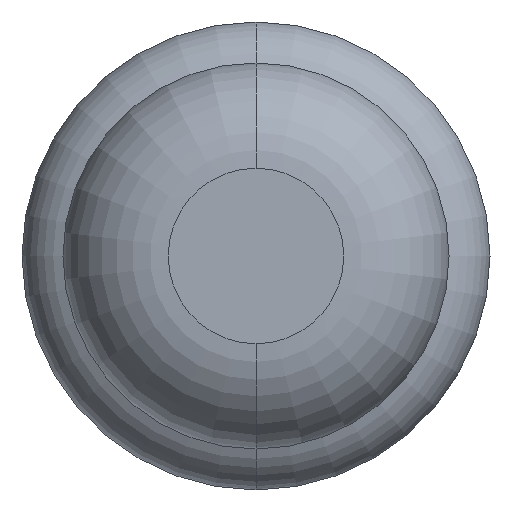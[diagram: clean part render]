
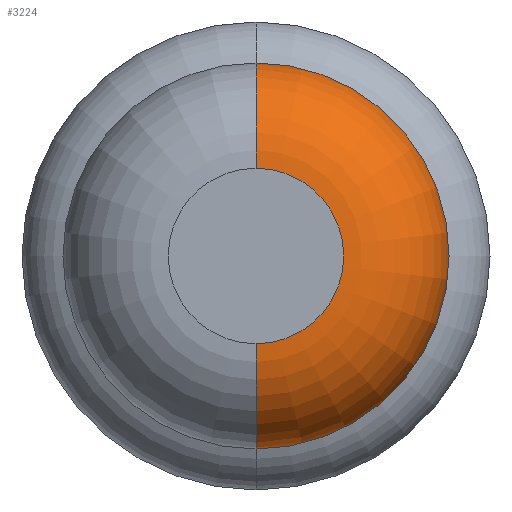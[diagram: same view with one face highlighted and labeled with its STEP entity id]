
A CAD part, front view. The second image highlights one B-rep face of the part: STEP entity #3224.
In plain terms, the highlighted toroidal (fillet/blend) face has major radius 0.375 mm and minor radius 0.45 mm.
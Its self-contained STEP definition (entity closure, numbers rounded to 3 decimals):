
#63 = VERTEX_POINT ( 'NONE', #2596 ) ;
#140 = DIRECTION ( 'NONE',  ( 0., 0., 1. ) ) ;
#251 = AXIS2_PLACEMENT_3D ( 'NONE', #2588, #777, #1525 ) ;
#263 = EDGE_CURVE ( 'NONE', #63, #1320, #2914, .T. ) ;
#279 = AXIS2_PLACEMENT_3D ( 'NONE', #1409, #3218, #1684 ) ;
#370 = ORIENTED_EDGE ( 'NONE', *, *, #2483, .F. ) ;
#373 = DIRECTION ( 'NONE',  ( 0., 1., 0. ) ) ;
#536 = EDGE_CURVE ( 'Defeature ausgef�hrt1_6+Defeature ausgef�hrt1_5+Defeature ausgef�hrt1_5+Defeature ausgef�hrt1_5', #2915, #63, #2708, .T. ) ;
#557 = CIRCLE ( 'NONE', #279, 0.45 ) ;
#675 = AXIS2_PLACEMENT_3D ( 'NONE', #1118, #2159, #1382 ) ;
#777 = DIRECTION ( 'NONE',  ( 1., 0., 0. ) ) ;
#778 = EDGE_LOOP ( 'NONE', ( #1582, #1877, #370, #2666 ) ) ;
#1118 = CARTESIAN_POINT ( 'NONE',  ( 0., -27.4, 0. ) ) ;
#1127 = CARTESIAN_POINT ( 'NONE',  ( 0., -26.95, 0.825 ) ) ;
#1223 = AXIS2_PLACEMENT_3D ( 'NONE', #2548, #2318, #1298 ) ;
#1298 = DIRECTION ( 'NONE',  ( 0., 0., 1. ) ) ;
#1320 = VERTEX_POINT ( 'NONE', #1835 ) ;
#1382 = DIRECTION ( 'NONE',  ( 0., 0., 1. ) ) ;
#1409 = CARTESIAN_POINT ( 'NONE',  ( 0., -26.95, 0.375 ) ) ;
#1525 = DIRECTION ( 'NONE',  ( 0., 0., -1. ) ) ;
#1582 = ORIENTED_EDGE ( 'NONE', *, *, #536, .T. ) ;
#1684 = DIRECTION ( 'NONE',  ( 0., 0., 1. ) ) ;
#1773 = EDGE_CURVE ( 'NONE', #2915, #2869, #557, .T. ) ;
#1835 = CARTESIAN_POINT ( 'NONE',  ( 0., -26.95, -0.825 ) ) ;
#1877 = ORIENTED_EDGE ( 'NONE', *, *, #263, .T. ) ;
#1951 = CARTESIAN_POINT ( 'NONE',  ( 0., -26.95, 0. ) ) ;
#2159 = DIRECTION ( 'NONE',  ( 0., 1., 0. ) ) ;
#2318 = DIRECTION ( 'NONE',  ( 0., 1., 0. ) ) ;
#2395 = CARTESIAN_POINT ( 'NONE',  ( 0., -27.4, 0.375 ) ) ;
#2398 = FACE_OUTER_BOUND ( 'NONE', #778, .T. ) ;
#2483 = EDGE_CURVE ( 'Defeature ausgef�hrt1_7+Defeature ausgef�hrt1_6+Defeature ausgef�hrt1_6+Defeature ausgef�hrt1_6', #2869, #1320, #3051, .T. ) ;
#2548 = CARTESIAN_POINT ( 'NONE',  ( 0., -26.95, 0. ) ) ;
#2558 = TOROIDAL_SURFACE ( 'NONE', #1223, 0.375, 0.45 ) ;
#2588 = CARTESIAN_POINT ( 'NONE',  ( 0., -26.95, -0.375 ) ) ;
#2596 = CARTESIAN_POINT ( 'NONE',  ( 0., -27.4, -0.375 ) ) ;
#2666 = ORIENTED_EDGE ( 'NONE', *, *, #1773, .F. ) ;
#2708 = CIRCLE ( 'NONE', #675, 0.375 ) ;
#2869 = VERTEX_POINT ( 'NONE', #1127 ) ;
#2914 = CIRCLE ( 'NONE', #251, 0.45 ) ;
#2915 = VERTEX_POINT ( 'NONE', #2395 ) ;
#3051 = CIRCLE ( 'NONE', #3135, 0.825 ) ;
#3135 = AXIS2_PLACEMENT_3D ( 'NONE', #1951, #373, #140 ) ;
#3218 = DIRECTION ( 'NONE',  ( -1., 0., 0. ) ) ;
#3224 = ADVANCED_FACE ( 'Defeature ausgef�hrt1_6', ( #2398 ), #2558, .T. ) ;
